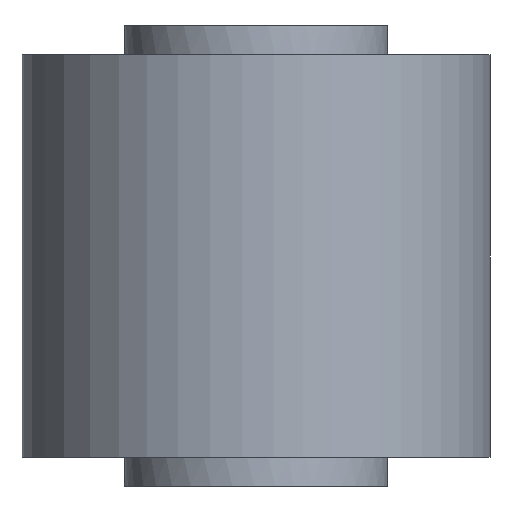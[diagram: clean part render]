
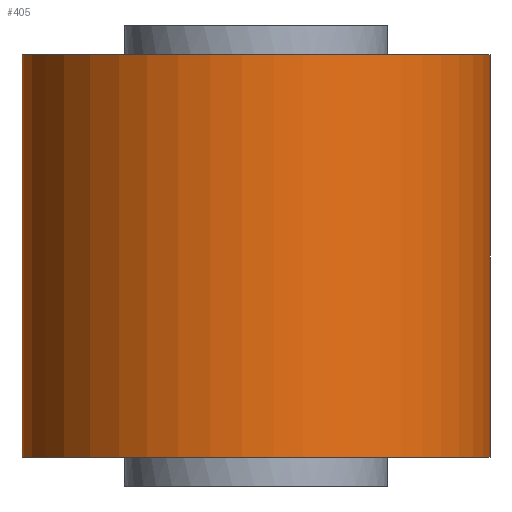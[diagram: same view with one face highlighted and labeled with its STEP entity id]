
A CAD part, front view. The second image highlights one B-rep face of the part: STEP entity #405.
In plain terms, the highlighted free-form (B-spline) face has degree [2, 1] with [9, 2] control points.
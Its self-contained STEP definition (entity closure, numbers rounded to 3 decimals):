
#405 = ADVANCED_FACE('',(#406),#438,.T.);
#406 = FACE_BOUND('',#407,.T.);
#407 = EDGE_LOOP('',(#408,#420,#427,#437));
#408 = ORIENTED_EDGE('',*,*,#409,.F.);
#409 = EDGE_CURVE('',#410,#410,#412,.T.);
#410 = VERTEX_POINT('',#411);
#411 = CARTESIAN_POINT('',(-106.91,0.,
    183.751));
#412 = ( BOUNDED_CURVE() B_SPLINE_CURVE(2,(#413,#414,#415,#416,#417,#418
,#419),.UNSPECIFIED.,.T.,.F.) B_SPLINE_CURVE_WITH_KNOTS((3,2,2,3),(
    3.142,5.236,7.33,9.425),
.PIECEWISE_BEZIER_KNOTS.) CURVE() GEOMETRIC_REPRESENTATION_ITEM() 
RATIONAL_B_SPLINE_CURVE((1.,0.5,1.,0.5,1.,0.5,1.)) REPRESENTATION_ITEM(
  '') );
#413 = CARTESIAN_POINT('',(-106.91,0.,
    183.751));
#414 = CARTESIAN_POINT('',(-106.91,-55.552,183.751)
  );
#415 = CARTESIAN_POINT('',(-58.8,-27.776,183.751
    ));
#416 = CARTESIAN_POINT('',(-10.691,0.,
    183.751));
#417 = CARTESIAN_POINT('',(-58.8,27.776,183.751)
  );
#418 = CARTESIAN_POINT('',(-106.91,55.552,
    183.751));
#419 = CARTESIAN_POINT('',(-106.91,0.,
    183.751));
#420 = ORIENTED_EDGE('',*,*,#421,.T.);
#421 = EDGE_CURVE('',#410,#422,#424,.T.);
#422 = VERTEX_POINT('',#423);
#423 = CARTESIAN_POINT('',(-106.91,0.,
    128.626));
#424 = B_SPLINE_CURVE_WITH_KNOTS('',1,(#425,#426),.UNSPECIFIED.,.F.,.F.,
  (2,2),(-41.25,0.),.PIECEWISE_BEZIER_KNOTS.);
#425 = CARTESIAN_POINT('',(-106.91,0.,
    183.751));
#426 = CARTESIAN_POINT('',(-106.91,0.,
    128.626));
#427 = ORIENTED_EDGE('',*,*,#428,.T.);
#428 = EDGE_CURVE('',#422,#422,#429,.T.);
#429 = ( BOUNDED_CURVE() B_SPLINE_CURVE(2,(#430,#431,#432,#433,#434,#435
,#436),.UNSPECIFIED.,.T.,.F.) B_SPLINE_CURVE_WITH_KNOTS((3,2,2,3),(
    3.142,5.236,7.33,9.425),
.PIECEWISE_BEZIER_KNOTS.) CURVE() GEOMETRIC_REPRESENTATION_ITEM() 
RATIONAL_B_SPLINE_CURVE((1.,0.5,1.,0.5,1.,0.5,1.)) REPRESENTATION_ITEM(
  '') );
#430 = CARTESIAN_POINT('',(-106.91,0.,
    128.626));
#431 = CARTESIAN_POINT('',(-106.91,-55.552,128.626
    ));
#432 = CARTESIAN_POINT('',(-58.8,-27.776,
    128.626));
#433 = CARTESIAN_POINT('',(-10.691,0.,
    128.626));
#434 = CARTESIAN_POINT('',(-58.8,27.776,128.626
    ));
#435 = CARTESIAN_POINT('',(-106.91,55.552,
    128.626));
#436 = CARTESIAN_POINT('',(-106.91,0.,
    128.626));
#437 = ORIENTED_EDGE('',*,*,#421,.F.);
#438 = ( BOUNDED_SURFACE() B_SPLINE_SURFACE(2,1,(
    (#439,#440)
    ,(#441,#442)
    ,(#443,#444)
    ,(#445,#446)
    ,(#447,#448)
    ,(#449,#450)
    ,(#451,#452)
    ,(#453,#454)
,(#455,#456
    )),.UNSPECIFIED.,.T.,.F.,.F.) B_SPLINE_SURFACE_WITH_KNOTS((3,2,2,2,3
    ),(2,2),(-3.142,-2.094,0.,2.094,
    3.142),(0.,41.25),.UNSPECIFIED.) 
GEOMETRIC_REPRESENTATION_ITEM() RATIONAL_B_SPLINE_SURFACE((
    (0.75,0.75)
    ,(0.75,0.75)
    ,(1.,1.)
    ,(0.5,0.5)
    ,(1.,1.)
    ,(0.5,0.5)
    ,(1.,1.)
    ,(0.75,0.75)
,(0.75,0.75))) REPRESENTATION_ITEM('') SURFACE() );
#439 = CARTESIAN_POINT('',(-106.91,0.,
    128.626));
#440 = CARTESIAN_POINT('',(-106.91,0.,
    183.751));
#441 = CARTESIAN_POINT('',(-106.91,-18.517,
    128.626));
#442 = CARTESIAN_POINT('',(-106.91,-18.517,
    183.751));
#443 = CARTESIAN_POINT('',(-90.873,-27.776,
    128.626));
#444 = CARTESIAN_POINT('',(-90.873,-27.776,183.751
    ));
#445 = CARTESIAN_POINT('',(-42.764,-55.552,128.626
    ));
#446 = CARTESIAN_POINT('',(-42.764,-55.552,183.751)
  );
#447 = CARTESIAN_POINT('',(-42.764,0.,
    128.626));
#448 = CARTESIAN_POINT('',(-42.764,0.,
    183.751));
#449 = CARTESIAN_POINT('',(-42.764,55.552,
    128.626));
#450 = CARTESIAN_POINT('',(-42.764,55.552,
    183.751));
#451 = CARTESIAN_POINT('',(-90.873,27.776,128.626
    ));
#452 = CARTESIAN_POINT('',(-90.873,27.776,183.751)
  );
#453 = CARTESIAN_POINT('',(-106.91,18.517,
    128.626));
#454 = CARTESIAN_POINT('',(-106.91,18.517,
    183.751));
#455 = CARTESIAN_POINT('',(-106.91,0.,
    128.626));
#456 = CARTESIAN_POINT('',(-106.91,0.,
    183.751));
